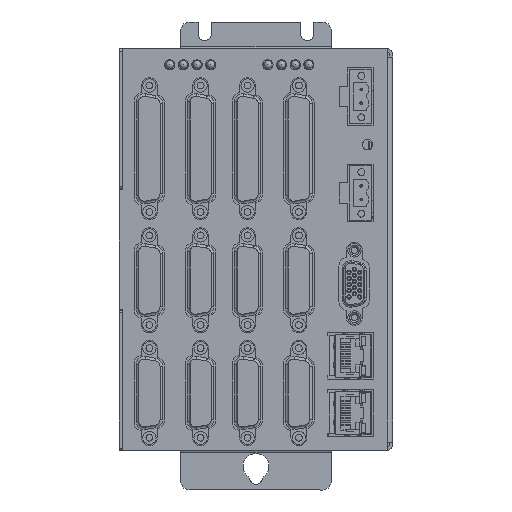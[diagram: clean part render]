
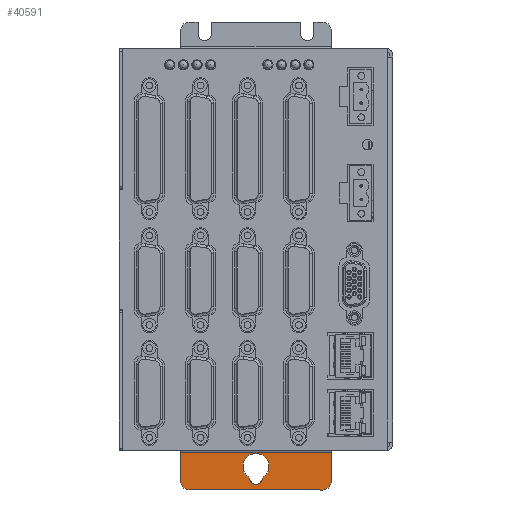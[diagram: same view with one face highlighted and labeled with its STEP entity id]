
A CAD part, left-side view. The second image highlights one B-rep face of the part: STEP entity #40591.
In plain terms, the highlighted planar face has unit normal (-1, 0, 0).
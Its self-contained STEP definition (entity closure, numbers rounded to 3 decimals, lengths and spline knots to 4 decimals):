
#1396=FACE_BOUND('',#6152,.T.);
#1975=PLANE('',#43683);
#3769=FACE_OUTER_BOUND('',#6151,.T.);
#6151=EDGE_LOOP('',(#32209,#32210,#32211,#32212,#32213,#32214));
#6152=EDGE_LOOP('',(#32215,#32216));
#8914=LINE('',#61077,#13314);
#9012=LINE('',#61343,#13412);
#9013=LINE('',#61346,#13413);
#9270=LINE('',#61961,#13670);
#13314=VECTOR('',#49272,0.3937);
#13412=VECTOR('',#49530,0.3937);
#13413=VECTOR('',#49533,0.3937);
#13670=VECTOR('',#50402,0.3937);
#17040=CIRCLE('',#43295,0.125);
#17044=CIRCLE('',#43302,0.125);
#17108=CIRCLE('',#43652,0.19);
#17109=CIRCLE('',#43654,0.09);
#19226=VERTEX_POINT('',#61067);
#19227=VERTEX_POINT('',#61069);
#19229=VERTEX_POINT('',#61075);
#19235=VERTEX_POINT('',#61091);
#19317=VERTEX_POINT('',#61341);
#19318=VERTEX_POINT('',#61345);
#19355=VERTEX_POINT('',#61901);
#19356=VERTEX_POINT('',#61903);
#23593=EDGE_CURVE('',#19226,#19227,#17040,.T.);
#23597=EDGE_CURVE('',#19226,#19229,#8914,.T.);
#23604=EDGE_CURVE('',#19235,#19229,#17044,.T.);
#23737=EDGE_CURVE('',#19235,#19317,#9012,.T.);
#23738=EDGE_CURVE('',#19318,#19227,#9013,.T.);
#24009=EDGE_CURVE('',#19356,#19355,#17108,.T.);
#24011=EDGE_CURVE('',#19355,#19356,#17109,.T.);
#24038=EDGE_CURVE('',#19317,#19318,#9270,.T.);
#32209=ORIENTED_EDGE('',*,*,#23593,.F.);
#32210=ORIENTED_EDGE('',*,*,#23597,.T.);
#32211=ORIENTED_EDGE('',*,*,#23604,.F.);
#32212=ORIENTED_EDGE('',*,*,#23737,.T.);
#32213=ORIENTED_EDGE('',*,*,#24038,.T.);
#32214=ORIENTED_EDGE('',*,*,#23738,.T.);
#32215=ORIENTED_EDGE('',*,*,#24011,.T.);
#32216=ORIENTED_EDGE('',*,*,#24009,.T.);
#40591=ADVANCED_FACE('',(#3769,#1396),#1975,.F.);
#43295=AXIS2_PLACEMENT_3D('',#61070,#49265,#49266);
#43302=AXIS2_PLACEMENT_3D('',#61092,#49286,#49287);
#43652=AXIS2_PLACEMENT_3D('',#61904,#50327,#50328);
#43654=AXIS2_PLACEMENT_3D('',#61907,#50332,#50333);
#43683=AXIS2_PLACEMENT_3D('',#61960,#50400,#50401);
#49265=DIRECTION('center_axis',(1.,0.,0.));
#49266=DIRECTION('ref_axis',(0.,0.707,-0.707));
#49272=DIRECTION('',(0.,-1.,0.));
#49286=DIRECTION('center_axis',(1.,0.,0.));
#49287=DIRECTION('ref_axis',(0.,-0.707,-0.707));
#49530=DIRECTION('',(0.,0.,1.));
#49533=DIRECTION('',(0.,0.,-1.));
#50327=DIRECTION('center_axis',(1.,0.,0.));
#50328=DIRECTION('ref_axis',(0.,0.,-1.));
#50332=DIRECTION('center_axis',(1.,0.,0.));
#50333=DIRECTION('ref_axis',(0.,0.,-1.));
#50400=DIRECTION('center_axis',(1.,0.,0.));
#50401=DIRECTION('ref_axis',(0.,0.,
-1.));
#50402=DIRECTION('',(0.,1.,0.));
#61067=CARTESIAN_POINT('',(-0.048,2.975,-6.458));
#61069=CARTESIAN_POINT('',(-0.048,3.1,-6.333));
#61070=CARTESIAN_POINT('Origin',(-0.048,2.975,-6.333));
#61075=CARTESIAN_POINT('',(-0.048,1.025,-6.458));
#61077=CARTESIAN_POINT('',(-0.048,4.,-6.458));
#61091=CARTESIAN_POINT('',(-0.048,0.9,-6.333));
#61092=CARTESIAN_POINT('Origin',(-0.048,1.025,-6.333));
#61341=CARTESIAN_POINT('',(-0.048,0.9,-5.907));
#61343=CARTESIAN_POINT('',(-0.048,0.9,-5.9693));
#61345=CARTESIAN_POINT('',(-0.048,3.1,-5.907));
#61346=CARTESIAN_POINT('',(-0.048,3.1,-6.2998));
#61901=CARTESIAN_POINT('',(-0.048,1.91,-6.2834));
#61903=CARTESIAN_POINT('',(-0.048,2.09,-6.2834));
#61904=CARTESIAN_POINT('Origin',(-0.048,2.,-6.116));
#61907=CARTESIAN_POINT('Origin',(-0.048,2.,-6.286));
#61960=CARTESIAN_POINT('Origin',(-0.048,2.0395,-6.1416));
#61961=CARTESIAN_POINT('',(-0.048,2.0395,-5.907));
